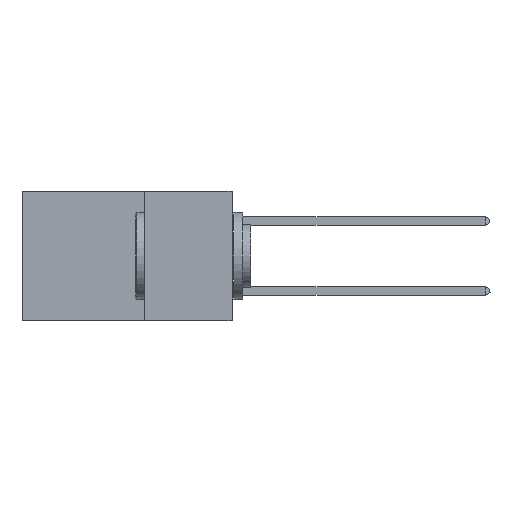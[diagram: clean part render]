
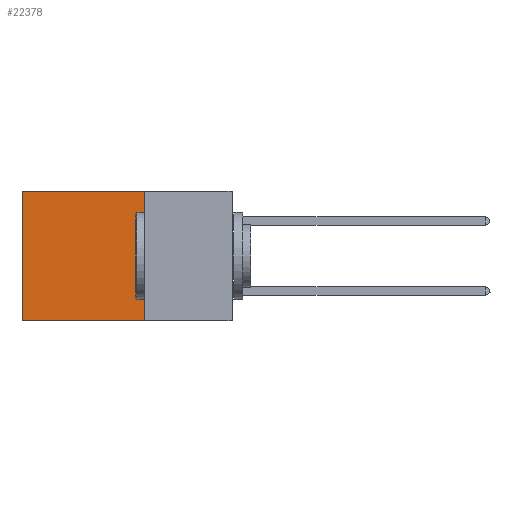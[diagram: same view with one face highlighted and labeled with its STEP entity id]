
A CAD part, left-side view. The second image highlights one B-rep face of the part: STEP entity #22378.
In plain terms, the highlighted planar face has unit normal (-1, 0, 0).
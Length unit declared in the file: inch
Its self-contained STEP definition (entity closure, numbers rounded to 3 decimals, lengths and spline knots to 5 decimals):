
#1346 = DIRECTION ( 'NONE',  ( 1., 0., 0. ) ) ;
#2679 = DIRECTION ( 'NONE',  ( 0., 1., 0. ) ) ;
#4516 = DIRECTION ( 'NONE',  ( 0., 0., -1. ) ) ;
#4804 = DIRECTION ( 'NONE',  ( 0., 0., -1. ) ) ;
#5479 = LINE ( 'NONE', #16856, #33605 ) ;
#8009 = PLANE ( 'NONE',  #32943 ) ;
#9049 = DIRECTION ( 'NONE',  ( 0., 0., -1. ) ) ;
#12127 = LINE ( 'NONE', #39950, #40173 ) ;
#12759 = FACE_OUTER_BOUND ( 'NONE', #37869, .T. ) ;
#13782 = ORIENTED_EDGE ( 'NONE', *, *, #26113, .F. ) ;
#13910 = CARTESIAN_POINT ( 'NONE',  ( 0.2875, 0.25, 0. ) ) ;
#14763 = VECTOR ( 'NONE', #4516, 39.37008 ) ;
#15080 = CARTESIAN_POINT ( 'NONE',  ( 0.2875, 0.25, 0. ) ) ;
#16152 = CARTESIAN_POINT ( 'NONE',  ( 0.2875, 0.25, -0.37 ) ) ;
#16856 = CARTESIAN_POINT ( 'NONE',  ( 0.2875, 0.25, 0. ) ) ;
#16906 = VERTEX_POINT ( 'NONE', #30656 ) ;
#17465 = LINE ( 'NONE', #18731, #14763 ) ;
#18731 = CARTESIAN_POINT ( 'NONE',  ( 0.2875, 0.25, 0. ) ) ;
#20538 = CARTESIAN_POINT ( 'NONE',  ( 0.2875, 0.6, -0.37 ) ) ;
#20649 = VERTEX_POINT ( 'NONE', #23196 ) ;
#22378 = ADVANCED_FACE ( 'NONE', ( #12759 ), #8009, .F. ) ;
#23196 = CARTESIAN_POINT ( 'NONE',  ( 0.2875, 0.6, 0. ) ) ;
#23768 = EDGE_CURVE ( 'NONE', #20649, #34153, #12127, .T. ) ;
#26113 = EDGE_CURVE ( 'NONE', #16906, #34153, #26476, .T. ) ;
#26476 = LINE ( 'NONE', #16152, #29726 ) ;
#27541 = VERTEX_POINT ( 'NONE', #13910 ) ;
#29726 = VECTOR ( 'NONE', #36852, 39.37008 ) ;
#30656 = CARTESIAN_POINT ( 'NONE',  ( 0.2875, 0.25, -0.37 ) ) ;
#32943 = AXIS2_PLACEMENT_3D ( 'NONE', #15080, #1346, #4804 ) ;
#33605 = VECTOR ( 'NONE', #2679, 39.37008 ) ;
#34153 = VERTEX_POINT ( 'NONE', #20538 ) ;
#36028 = ORIENTED_EDGE ( 'NONE', *, *, #23768, .T. ) ;
#36852 = DIRECTION ( 'NONE',  ( 0., 1., 0. ) ) ;
#37869 = EDGE_LOOP ( 'NONE', ( #36028, #13782, #44594, #41804 ) ) ;
#39950 = CARTESIAN_POINT ( 'NONE',  ( 0.2875, 0.6, 0. ) ) ;
#40173 = VECTOR ( 'NONE', #9049, 39.37008 ) ;
#41208 = EDGE_CURVE ( 'NONE', #27541, #20649, #5479, .T. ) ;
#41804 = ORIENTED_EDGE ( 'NONE', *, *, #41208, .T. ) ;
#42160 = EDGE_CURVE ( 'NONE', #27541, #16906, #17465, .T. ) ;
#44594 = ORIENTED_EDGE ( 'NONE', *, *, #42160, .F. ) ;
